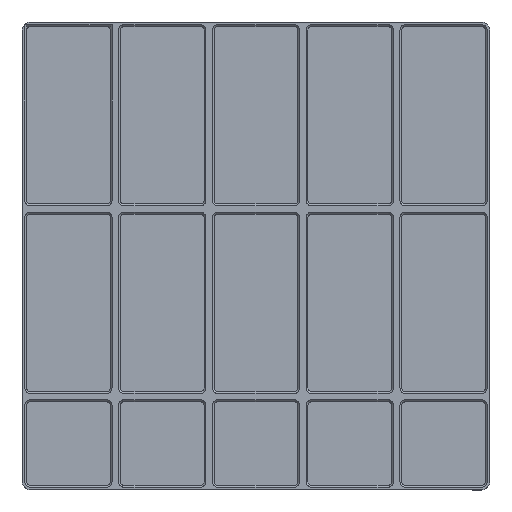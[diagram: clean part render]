
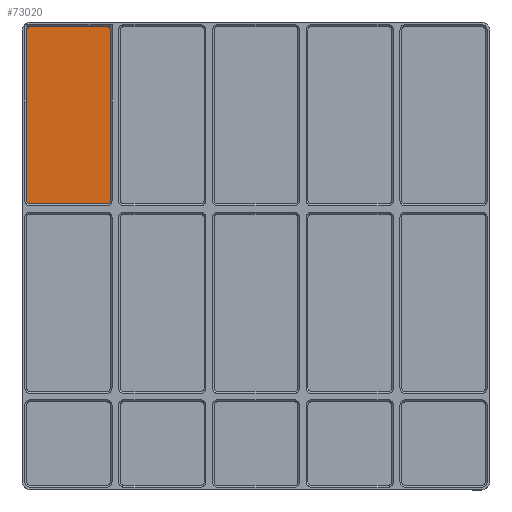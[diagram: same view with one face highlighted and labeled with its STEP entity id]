
A CAD part, top view. The second image highlights one B-rep face of the part: STEP entity #73020.
In plain terms, the highlighted planar face has unit normal (0, 0, 1).
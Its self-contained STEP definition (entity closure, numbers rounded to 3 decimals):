
#68900=CARTESIAN_POINT('',(123.75,213.85,7.));
#68910=VERTEX_POINT('',#68900);
#68940=CARTESIAN_POINT('',(123.75,247.,7.));
#68950=DIRECTION('',(0.,-1.,0.));
#68960=VECTOR('',#68950,1.);
#68970=LINE('',#68940,#68960);
#68980=CARTESIAN_POINT('',(123.75,290.15,7.));
#68990=VERTEX_POINT('',#68980);
#69000=EDGE_CURVE('',#68990,#68910,#68970,.T.);
#72360=CARTESIAN_POINT('',(105.,273.,7.));
#72370=DIRECTION('',(0.,0.,1.));
#72380=DIRECTION('',(1.,0.,0.));
#72390=AXIS2_PLACEMENT_3D('',#72360,#72370,#72380);
#72400=PLANE('',#72390);
#72410=CARTESIAN_POINT('',(87.85,290.15,7.));
#72420=DIRECTION('',(0.,0.,-1.));
#72430=DIRECTION('',(-1.,0.,0.));
#72440=AXIS2_PLACEMENT_3D('',#72410,#72420,#72430);
#72450=CIRCLE('',#72440,1.6);
#72460=CARTESIAN_POINT('',(86.25,290.15,7.));
#72470=VERTEX_POINT('',#72460);
#72480=CARTESIAN_POINT('',(87.85,291.75,7.));
#72490=VERTEX_POINT('',#72480);
#72500=EDGE_CURVE('',#72470,#72490,#72450,.T.);
#72510=ORIENTED_EDGE('',*,*,#72500,.F.);
#72520=CARTESIAN_POINT('',(89.,291.75,7.));
#72530=DIRECTION('',(1.,0.,0.));
#72540=VECTOR('',#72530,1.);
#72550=LINE('',#72520,#72540);
#72560=CARTESIAN_POINT('',(122.15,291.75,7.));
#72570=VERTEX_POINT('',#72560);
#72580=EDGE_CURVE('',#72490,#72570,#72550,.T.);
#72590=ORIENTED_EDGE('',*,*,#72580,.F.);
#72600=CARTESIAN_POINT('',(122.15,290.15,7.));
#72610=DIRECTION('',(0.,0.,-1.));
#72620=DIRECTION('',(-1.,0.,0.));
#72630=AXIS2_PLACEMENT_3D('',#72600,#72610,#72620);
#72640=CIRCLE('',#72630,1.6);
#72650=EDGE_CURVE('',#72570,#68990,#72640,.T.);
#72660=ORIENTED_EDGE('',*,*,#72650,.F.);
#72670=ORIENTED_EDGE('',*,*,#69000,.F.);
#72680=CARTESIAN_POINT('',(122.15,213.85,7.));
#72690=DIRECTION('',(0.,0.,-1.));
#72700=DIRECTION('',(1.,0.,0.));
#72710=AXIS2_PLACEMENT_3D('',#72680,#72690,#72700);
#72720=CIRCLE('',#72710,1.6);
#72730=CARTESIAN_POINT('',(122.15,212.25,7.));
#72740=VERTEX_POINT('',#72730);
#72750=EDGE_CURVE('',#68910,#72740,#72720,.T.);
#72760=ORIENTED_EDGE('',*,*,#72750,.F.);
#72770=CARTESIAN_POINT('',(121.,212.25,7.));
#72780=DIRECTION('',(-1.,0.,0.));
#72790=VECTOR('',#72780,1.);
#72800=LINE('',#72770,#72790);
#72810=CARTESIAN_POINT('',(87.85,212.25,7.));
#72820=VERTEX_POINT('',#72810);
#72830=EDGE_CURVE('',#72740,#72820,#72800,.T.);
#72840=ORIENTED_EDGE('',*,*,#72830,.F.);
#72850=CARTESIAN_POINT('',(87.85,213.85,7.));
#72860=DIRECTION('',(0.,0.,-1.));
#72870=DIRECTION('',(1.,0.,0.));
#72880=AXIS2_PLACEMENT_3D('',#72850,#72860,#72870);
#72890=CIRCLE('',#72880,1.6);
#72900=CARTESIAN_POINT('',(86.25,213.85,7.));
#72910=VERTEX_POINT('',#72900);
#72920=EDGE_CURVE('',#72820,#72910,#72890,.T.);
#72930=ORIENTED_EDGE('',*,*,#72920,.F.);
#72940=CARTESIAN_POINT('',(86.25,257.,7.));
#72950=DIRECTION('',(0.,1.,0.));
#72960=VECTOR('',#72950,1.);
#72970=LINE('',#72940,#72960);
#72980=EDGE_CURVE('',#72910,#72470,#72970,.T.);
#72990=ORIENTED_EDGE('',*,*,#72980,.F.);
#73000=EDGE_LOOP('',(#72990,#72930,#72840,#72760,#72670,#72660,#72590,
#72510));
#73010=FACE_OUTER_BOUND('',#73000,.T.);
#73020=ADVANCED_FACE('',(#73010),#72400,.T.);
